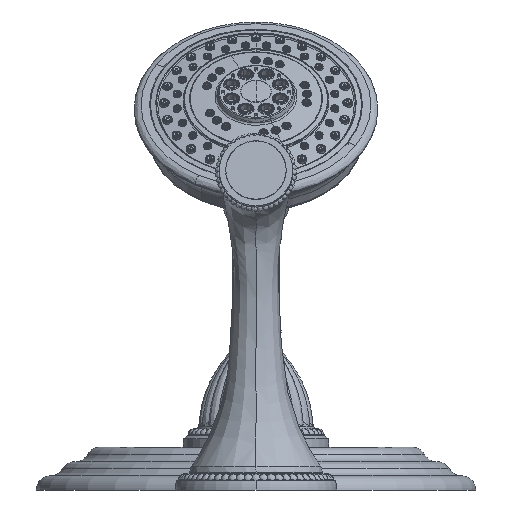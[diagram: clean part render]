
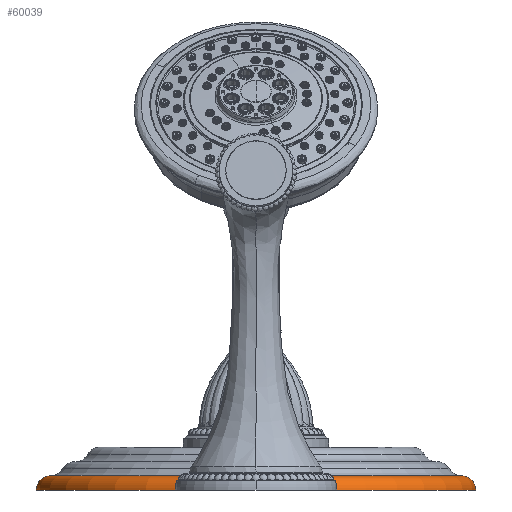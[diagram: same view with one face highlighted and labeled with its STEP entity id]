
A CAD part, front view. The second image highlights one B-rep face of the part: STEP entity #60039.
In plain terms, the highlighted toroidal (fillet/blend) face has major radius 92.075 mm and minor radius 6.35 mm.
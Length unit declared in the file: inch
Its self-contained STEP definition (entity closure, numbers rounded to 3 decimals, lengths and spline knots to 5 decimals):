
#42414=CARTESIAN_POINT('',(0.,-1.,0.25));
#42415=DIRECTION('',(0.,0.,-1.));
#42416=DIRECTION('',(1.,0.,0.));
#42417=AXIS2_PLACEMENT_3D('',#42414,#42415,#42416);
#42439=CARTESIAN_POINT('',(3.625,-1.,0.));
#42440=DIRECTION('',(0.,-1.,0.));
#42441=DIRECTION('',(1.,0.,0.));
#42442=AXIS2_PLACEMENT_3D('',#42439,#42440,#42441);
#42444=CARTESIAN_POINT('',(-3.625,-1.,0.));
#42445=DIRECTION('',(0.,1.,0.));
#42446=DIRECTION('',(-1.,0.,0.));
#42447=AXIS2_PLACEMENT_3D('',#42444,#42445,#42446);
#42449=CARTESIAN_POINT('',(0.,-1.,0.));
#42450=DIRECTION('',(0.,0.,-1.));
#42451=DIRECTION('',(1.,0.,0.));
#42452=AXIS2_PLACEMENT_3D('',#42449,#42450,#42451);
#48634=CARTESIAN_POINT('',(3.625,-1.,0.25));
#48636=VERTEX_POINT('',#48634);
#48644=CARTESIAN_POINT('',(-3.625,-1.,0.25));
#48646=VERTEX_POINT('',#48644);
#49106=CARTESIAN_POINT('',(3.875,-1.,0.));
#49107=CARTESIAN_POINT('',(-3.875,-1.,0.));
#49108=VERTEX_POINT('',#49106);
#49109=VERTEX_POINT('',#49107);
#60028=CARTESIAN_POINT('',(0.,-1.,0.));
#60029=DIRECTION('',(0.,0.,-1.));
#60030=DIRECTION('',(-1.,0.,0.));
#60031=AXIS2_PLACEMENT_3D('',#60028,#60029,#60030);
#60032=TOROIDAL_SURFACE('',#60031,3.625,0.25);
#60033=ORIENTED_EDGE('',*,*,#60022,.T.);
#60034=ORIENTED_EDGE('',*,*,#60012,.T.);
#60035=ORIENTED_EDGE('',*,*,#59981,.F.);
#60036=ORIENTED_EDGE('',*,*,#60009,.F.);
#60037=EDGE_LOOP('',(#60033,#60034,#60035,#60036));
#60038=FACE_OUTER_BOUND('',#60037,.F.);
#60039=ADVANCED_FACE('',(#60038),#60032,.T.);
#42418=CIRCLE('',#42417,3.625);
#42443=CIRCLE('',#42442,0.25);
#42448=CIRCLE('',#42447,0.25);
#42453=CIRCLE('',#42452,3.875);
#59981=EDGE_CURVE('',#48636,#48646,#42418,.T.);
#60009=EDGE_CURVE('',#49108,#48636,#42443,.T.);
#60012=EDGE_CURVE('',#49109,#48646,#42448,.T.);
#60022=EDGE_CURVE('',#49108,#49109,#42453,.T.);
